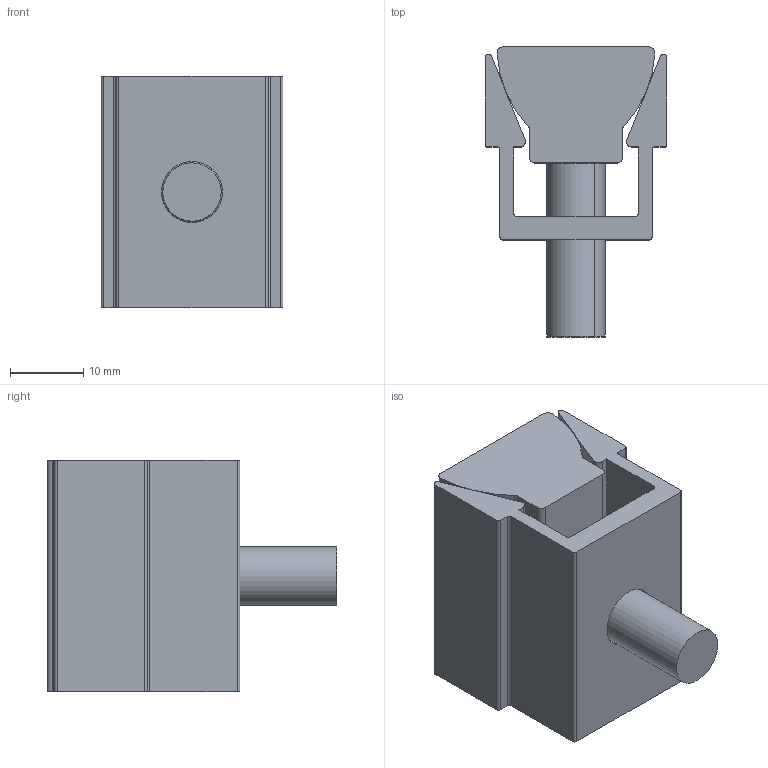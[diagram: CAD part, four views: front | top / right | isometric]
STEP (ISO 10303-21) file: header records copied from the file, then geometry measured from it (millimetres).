
FILE_DESCRIPTION (( 'STEP AP203' ), '1' );
FILE_NAME ('MiteeBite-81000.STEP', '2016-06-23T15:56:51', ( 'tkrafton' ), ( 'Microsoft' ), 'SwSTEP 2.0', 'SolidWorks 2016', '' );
FILE_SCHEMA (( 'CONFIG_CONTROL_DESIGN' ));
Length unit declared in the file: inch
Products named in the file (4): SW3dPS-81000_Socket Head Cap Screw_AI; SW3dPS-81000_60330; SW3dPS-81000_60230; MiteeBite-81000
Assembly tree (3 placements, depth 2):
  MiteeBite-81000
    SW3dPS-81000_Socket Head Cap Screw_AI
    SW3dPS-81000_60330
    SW3dPS-81000_60230
Bounding box: 24.89 x 39.69 x 31.75 mm (x, y, z)
Volume: 15028 mm3; surface area: 9319.5 mm2
Topology: 3 solids, 3 shells, 80 faces, 208 edges, 135 vertices
Faces by surface type: plane 40, cylinder 34, cone 4, bspline 2
Entity records: 3018 total; most frequent: CARTESIAN_POINT 571, DIRECTION 454, ORIENTED_EDGE 412, EDGE_CURVE 206, AXIS2_PLACEMENT_3D 166, VERTEX_POINT 135, LINE 122, VECTOR 122
